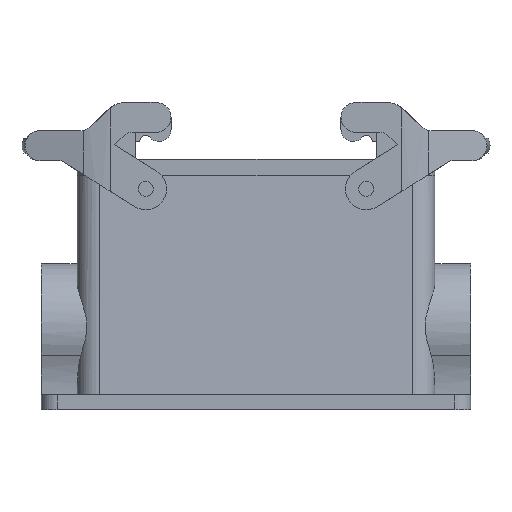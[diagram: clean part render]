
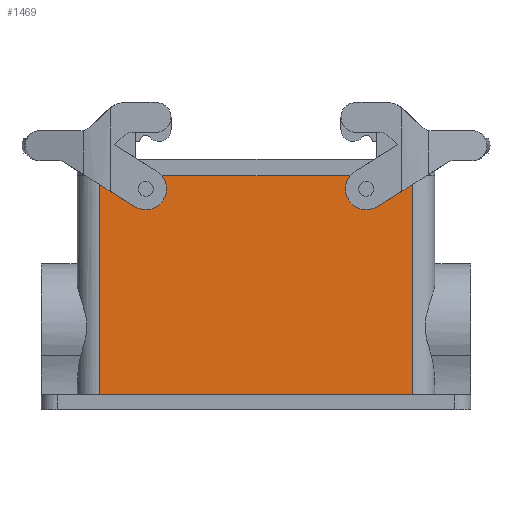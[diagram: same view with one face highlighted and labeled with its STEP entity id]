
A CAD part, left-side view. The second image highlights one B-rep face of the part: STEP entity #1469.
In plain terms, the highlighted planar face has unit normal (-0.999, 0, 0.035).
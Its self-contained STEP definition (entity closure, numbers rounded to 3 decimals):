
#1383=AXIS2_PLACEMENT_3D('Plane Axis2P3D',#1380,#1381,#1382) ;
#658=CARTESIAN_POINT('Vertex',(4.683,26.,5.)) ;
#661=CARTESIAN_POINT('Line Origine',(4.683,78.5,5.)) ;
#665=CARTESIAN_POINT('Vertex',(4.683,131.,5.)) ;
#1319=CARTESIAN_POINT('Line Origine',(5.919,131.,40.381)) ;
#1323=CARTESIAN_POINT('Vertex',(7.25,131.,78.5)) ;
#1380=CARTESIAN_POINT('Axis2P3D Location',(7.25,78.5,78.5)) ;
#1385=CARTESIAN_POINT('Line Origine',(5.914,26.,40.25)) ;
#1389=CARTESIAN_POINT('Vertex',(7.25,26.,78.5)) ;
#1392=CARTESIAN_POINT('Line Origine',(7.25,78.5,78.5)) ;
#1404=CARTESIAN_POINT('Control Point',(7.059,113.745,73.041)) ;
#1405=CARTESIAN_POINT('Control Point',(7.041,114.039,72.502)) ;
#1406=CARTESIAN_POINT('Control Point',(7.026,114.541,72.076)) ;
#1407=CARTESIAN_POINT('Control Point',(7.019,115.194,71.872)) ;
#1408=CARTESIAN_POINT('Control Point',(7.023,116.534,72.005)) ;
#1409=CARTESIAN_POINT('Control Point',(7.059,117.43,73.021)) ;
#1410=CARTESIAN_POINT('Control Point',(7.083,117.645,73.709)) ;
#1411=CARTESIAN_POINT('Control Point',(7.107,117.563,74.396)) ;
#1412=CARTESIAN_POINT('Control Point',(7.126,117.255,74.959)) ;
#1413=CARTESIAN_POINT('Vertex',(7.059,113.745,73.041)) ;
#1415=CARTESIAN_POINT('Vertex',(7.126,117.255,74.959)) ;
#1419=CARTESIAN_POINT('Control Point',(7.126,117.255,74.959)) ;
#1420=CARTESIAN_POINT('Control Point',(7.144,116.986,75.451)) ;
#1421=CARTESIAN_POINT('Control Point',(7.157,116.545,75.849)) ;
#1422=CARTESIAN_POINT('Control Point',(7.165,115.973,76.071)) ;
#1423=CARTESIAN_POINT('Control Point',(7.165,114.982,76.076)) ;
#1424=CARTESIAN_POINT('Control Point',(7.147,114.169,75.564)) ;
#1425=CARTESIAN_POINT('Control Point',(7.138,113.898,75.285)) ;
#1426=CARTESIAN_POINT('Control Point',(7.116,113.535,74.67)) ;
#1427=CARTESIAN_POINT('Control Point',(7.092,113.461,73.965)) ;
#1428=CARTESIAN_POINT('Control Point',(7.08,113.493,73.636)) ;
#1429=CARTESIAN_POINT('Control Point',(7.069,113.591,73.323)) ;
#1430=CARTESIAN_POINT('Control Point',(7.059,113.745,73.041)) ;
#1437=CARTESIAN_POINT('Control Point',(7.126,39.745,74.959)) ;
#1438=CARTESIAN_POINT('Control Point',(7.144,40.014,75.451)) ;
#1439=CARTESIAN_POINT('Control Point',(7.157,40.455,75.849)) ;
#1440=CARTESIAN_POINT('Control Point',(7.165,41.027,76.071)) ;
#1441=CARTESIAN_POINT('Control Point',(7.165,42.018,76.076)) ;
#1442=CARTESIAN_POINT('Control Point',(7.147,42.831,75.564)) ;
#1443=CARTESIAN_POINT('Control Point',(7.138,43.102,75.285)) ;
#1444=CARTESIAN_POINT('Control Point',(7.116,43.465,74.67)) ;
#1445=CARTESIAN_POINT('Control Point',(7.092,43.539,73.965)) ;
#1446=CARTESIAN_POINT('Control Point',(7.08,43.507,73.636)) ;
#1447=CARTESIAN_POINT('Control Point',(7.069,43.409,73.323)) ;
#1448=CARTESIAN_POINT('Control Point',(7.059,43.255,73.041)) ;
#1449=CARTESIAN_POINT('Vertex',(7.126,39.745,74.959)) ;
#1451=CARTESIAN_POINT('Vertex',(7.059,43.255,73.041)) ;
#1455=CARTESIAN_POINT('Control Point',(7.059,43.255,73.041)) ;
#1456=CARTESIAN_POINT('Control Point',(7.041,42.961,72.502)) ;
#1457=CARTESIAN_POINT('Control Point',(7.026,42.459,72.076)) ;
#1458=CARTESIAN_POINT('Control Point',(7.019,41.806,71.872)) ;
#1459=CARTESIAN_POINT('Control Point',(7.023,40.466,72.005)) ;
#1460=CARTESIAN_POINT('Control Point',(7.059,39.57,73.021)) ;
#1461=CARTESIAN_POINT('Control Point',(7.083,39.355,73.709)) ;
#1462=CARTESIAN_POINT('Control Point',(7.107,39.437,74.396)) ;
#1463=CARTESIAN_POINT('Control Point',(7.126,39.745,74.959)) ;
#662=DIRECTION('Vector Direction',(0.,1.,0.)) ;
#1320=DIRECTION('Vector Direction',(0.035,0.,0.999)) ;
#1381=DIRECTION('Axis2P3D Direction',(-0.999,0.,0.035)) ;
#1382=DIRECTION('Axis2P3D XDirection',(0.,1.,0.)) ;
#1386=DIRECTION('Vector Direction',(-0.035,0.,-0.999)) ;
#1393=DIRECTION('Vector Direction',(0.,1.,0.)) ;
#663=VECTOR('Line Direction',#662,1.) ;
#1321=VECTOR('Line Direction',#1320,1.) ;
#1387=VECTOR('Line Direction',#1386,1.) ;
#1394=VECTOR('Line Direction',#1393,1.) ;
#1398=ORIENTED_EDGE('',*,*,#1391,.F.) ;
#1399=ORIENTED_EDGE('',*,*,#1396,.T.) ;
#1400=ORIENTED_EDGE('',*,*,#1325,.F.) ;
#1401=ORIENTED_EDGE('',*,*,#667,.F.) ;
#1433=ORIENTED_EDGE('',*,*,#1417,.T.) ;
#1434=ORIENTED_EDGE('',*,*,#1431,.T.) ;
#1466=ORIENTED_EDGE('',*,*,#1453,.F.) ;
#1467=ORIENTED_EDGE('',*,*,#1464,.F.) ;
#1435=FACE_BOUND('',#1432,.T.) ;
#1468=FACE_BOUND('',#1465,.T.) ;
#1469=ADVANCED_FACE('Hauptk\X2\00F6\X0\rper',(#1402,#1435,#1468),#1384,.T.) ;
#1403=B_SPLINE_CURVE_WITH_KNOTS('',5,(#1404,#1405,#1406,#1407,#1408,#1409,#1410,#1411,#1412),.UNSPECIFIED.,.F.,.U.,(6,3,6),(8.888,13.236,17.777),.UNSPECIFIED.) ;
#1418=B_SPLINE_CURVE_WITH_KNOTS('',5,(#1419,#1420,#1421,#1422,#1423,#1424,#1425,#1426,#1427,#1428,#1429,#1430),.UNSPECIFIED.,.F.,.U.,(6,3,3,6),(0.,3.968,6.615,8.888),.UNSPECIFIED.) ;
#1436=B_SPLINE_CURVE_WITH_KNOTS('',5,(#1437,#1438,#1439,#1440,#1441,#1442,#1443,#1444,#1445,#1446,#1447,#1448),.UNSPECIFIED.,.F.,.U.,(6,3,3,6),(0.,3.968,6.615,8.888),.UNSPECIFIED.) ;
#1454=B_SPLINE_CURVE_WITH_KNOTS('',5,(#1455,#1456,#1457,#1458,#1459,#1460,#1461,#1462,#1463),.UNSPECIFIED.,.F.,.U.,(6,3,6),(8.888,13.236,17.777),.UNSPECIFIED.) ;
#667=EDGE_CURVE('',#659,#666,#664,.T.) ;
#1325=EDGE_CURVE('',#666,#1324,#1322,.T.) ;
#1391=EDGE_CURVE('',#1390,#659,#1388,.T.) ;
#1396=EDGE_CURVE('',#1390,#1324,#1395,.T.) ;
#1417=EDGE_CURVE('',#1414,#1416,#1403,.T.) ;
#1431=EDGE_CURVE('',#1416,#1414,#1418,.T.) ;
#1453=EDGE_CURVE('',#1450,#1452,#1436,.T.) ;
#1464=EDGE_CURVE('',#1452,#1450,#1454,.T.) ;
#1397=EDGE_LOOP('',(#1398,#1399,#1400,#1401)) ;
#1432=EDGE_LOOP('',(#1433,#1434)) ;
#1465=EDGE_LOOP('',(#1466,#1467)) ;
#1402=FACE_OUTER_BOUND('',#1397,.T.) ;
#664=LINE('Line',#661,#663) ;
#1322=LINE('Line',#1319,#1321) ;
#1388=LINE('Line',#1385,#1387) ;
#1395=LINE('Line',#1392,#1394) ;
#1384=PLANE('',#1383) ;
#659=VERTEX_POINT('',#658) ;
#666=VERTEX_POINT('',#665) ;
#1324=VERTEX_POINT('',#1323) ;
#1390=VERTEX_POINT('',#1389) ;
#1414=VERTEX_POINT('',#1413) ;
#1416=VERTEX_POINT('',#1415) ;
#1450=VERTEX_POINT('',#1449) ;
#1452=VERTEX_POINT('',#1451) ;
